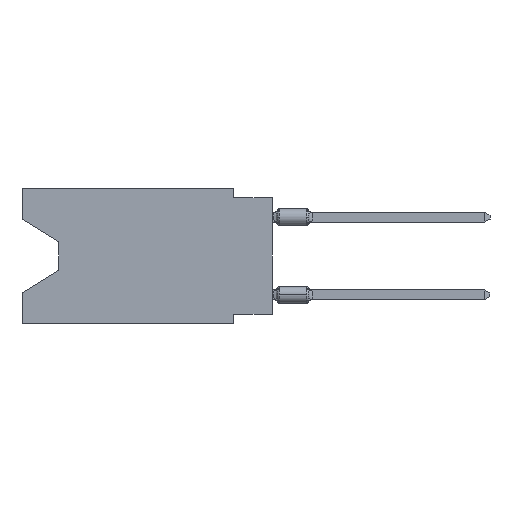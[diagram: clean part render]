
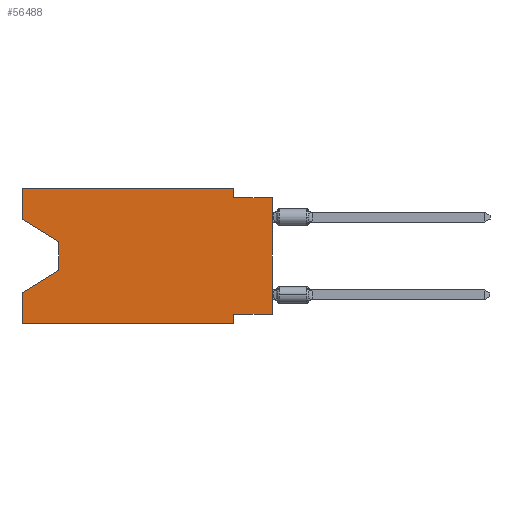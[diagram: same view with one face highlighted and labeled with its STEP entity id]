
A CAD part, left-side view. The second image highlights one B-rep face of the part: STEP entity #56488.
In plain terms, the highlighted planar face has unit normal (-1, 0, 0).
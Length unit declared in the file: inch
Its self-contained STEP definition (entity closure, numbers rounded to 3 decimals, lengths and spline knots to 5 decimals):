
#203 = CARTESIAN_POINT ( 'NONE',  ( 0., 0., -0.025 ) ) ;
#440 = ORIENTED_EDGE ( 'NONE', *, *, #31282, .F. ) ;
#538 = AXIS2_PLACEMENT_3D ( 'NONE', #33914, #25381, #25689 ) ;
#856 = VERTEX_POINT ( 'NONE', #12631 ) ;
#1024 = VECTOR ( 'NONE', #23150, 39.37008 ) ;
#1171 = VECTOR ( 'NONE', #48232, 39.37008 ) ;
#1468 = CARTESIAN_POINT ( 'NONE',  ( 0., 0.1, -0.35 ) ) ;
#1519 = LINE ( 'NONE', #13790, #48686 ) ;
#3118 = CARTESIAN_POINT ( 'NONE',  ( 0., 0.645, 0. ) ) ;
#4320 = VERTEX_POINT ( 'NONE', #16039 ) ;
#4554 = CARTESIAN_POINT ( 'NONE',  ( 0., 0.1, 0. ) ) ;
#5138 = VERTEX_POINT ( 'NONE', #49477 ) ;
#5282 = CARTESIAN_POINT ( 'NONE',  ( 0., 0.645, -0.08025 ) ) ;
#5990 = VECTOR ( 'NONE', #43437, 39.37008 ) ;
#6441 = CARTESIAN_POINT ( 'NONE',  ( 0., 0.645, -0.26975 ) ) ;
#7773 = CARTESIAN_POINT ( 'NONE',  ( 0., 0.645, -0.08025 ) ) ;
#7976 = VECTOR ( 'NONE', #21324, 39.37008 ) ;
#12472 = LINE ( 'NONE', #3118, #44336 ) ;
#12631 = CARTESIAN_POINT ( 'NONE',  ( 0., 0., -0.025 ) ) ;
#13085 = ORIENTED_EDGE ( 'NONE', *, *, #26253, .F. ) ;
#13790 = CARTESIAN_POINT ( 'NONE',  ( 0., 0., 0. ) ) ;
#14053 = EDGE_CURVE ( 'NONE', #4320, #856, #40006, .T. ) ;
#15215 = ORIENTED_EDGE ( 'NONE', *, *, #47195, .F. ) ;
#15614 = VERTEX_POINT ( 'NONE', #19284 ) ;
#15627 = DIRECTION ( 'NONE',  ( 0., 0.855, -0.519 ) ) ;
#16018 = FACE_OUTER_BOUND ( 'NONE', #46342, .T. ) ;
#16039 = CARTESIAN_POINT ( 'NONE',  ( 0., 0.1, -0.025 ) ) ;
#16498 = ORIENTED_EDGE ( 'NONE', *, *, #23767, .T. ) ;
#16550 = ORIENTED_EDGE ( 'NONE', *, *, #25290, .T. ) ;
#18034 = ORIENTED_EDGE ( 'NONE', *, *, #50734, .F. ) ;
#18753 = DIRECTION ( 'NONE',  ( 0., -1., 0. ) ) ;
#19284 = CARTESIAN_POINT ( 'NONE',  ( 0., 0.645, -0.35 ) ) ;
#20705 = VERTEX_POINT ( 'NONE', #28661 ) ;
#21324 = DIRECTION ( 'NONE',  ( 0., 0., 1. ) ) ;
#22464 = CARTESIAN_POINT ( 'NONE',  ( 0., 0., -0.325 ) ) ;
#23150 = DIRECTION ( 'NONE',  ( 0., -0.855, -0.519 ) ) ;
#23164 = LINE ( 'NONE', #41020, #39185 ) ;
#23754 = LINE ( 'NONE', #5282, #1024 ) ;
#23767 = EDGE_CURVE ( 'NONE', #50722, #33847, #55756, .T. ) ;
#24202 = VERTEX_POINT ( 'NONE', #51108 ) ;
#25290 = EDGE_CURVE ( 'NONE', #24202, #50722, #48559, .T. ) ;
#25381 = DIRECTION ( 'NONE',  ( 1., 0., 0. ) ) ;
#25689 = DIRECTION ( 'NONE',  ( 0., 0., -1. ) ) ;
#26253 = EDGE_CURVE ( 'NONE', #51896, #41846, #12472, .T. ) ;
#28154 = DIRECTION ( 'NONE',  ( 0., 0., 1. ) ) ;
#28661 = CARTESIAN_POINT ( 'NONE',  ( 0., 0.1, -0.35 ) ) ;
#29830 = ORIENTED_EDGE ( 'NONE', *, *, #39969, .F. ) ;
#30112 = ORIENTED_EDGE ( 'NONE', *, *, #36276, .F. ) ;
#31282 = EDGE_CURVE ( 'NONE', #51250, #5138, #53523, .T. ) ;
#31457 = CARTESIAN_POINT ( 'NONE',  ( 0., 0., -0.325 ) ) ;
#32496 = ORIENTED_EDGE ( 'NONE', *, *, #34889, .T. ) ;
#32952 = CARTESIAN_POINT ( 'NONE',  ( 0., 0.55, -0.212 ) ) ;
#33847 = VERTEX_POINT ( 'NONE', #6441 ) ;
#33914 = CARTESIAN_POINT ( 'NONE',  ( 0., 0.645, 0. ) ) ;
#34201 = PLANE ( 'NONE',  #538 ) ;
#34462 = CARTESIAN_POINT ( 'NONE',  ( 0., 0.55, -0.212 ) ) ;
#34889 = EDGE_CURVE ( 'NONE', #15614, #20705, #23164, .T. ) ;
#34939 = CARTESIAN_POINT ( 'NONE',  ( 0., 0.1, 0. ) ) ;
#36276 = EDGE_CURVE ( 'NONE', #5138, #20705, #41593, .T. ) ;
#38225 = ORIENTED_EDGE ( 'NONE', *, *, #50050, .T. ) ;
#39125 = LINE ( 'NONE', #39426, #1171 ) ;
#39185 = VECTOR ( 'NONE', #18753, 39.37008 ) ;
#39426 = CARTESIAN_POINT ( 'NONE',  ( 0., 0.645, 0. ) ) ;
#39969 = EDGE_CURVE ( 'NONE', #41846, #4320, #57158, .T. ) ;
#40006 = LINE ( 'NONE', #203, #46664 ) ;
#40678 = CARTESIAN_POINT ( 'NONE',  ( 0., 0.55, -0.138 ) ) ;
#41020 = CARTESIAN_POINT ( 'NONE',  ( 0., 0.645, -0.35 ) ) ;
#41201 = VECTOR ( 'NONE', #57617, 39.37008 ) ;
#41593 = LINE ( 'NONE', #1468, #56169 ) ;
#41846 = VERTEX_POINT ( 'NONE', #4554 ) ;
#42466 = EDGE_CURVE ( 'NONE', #51250, #856, #1519, .T. ) ;
#43437 = DIRECTION ( 'NONE',  ( 0., 0., -1. ) ) ;
#43596 = VERTEX_POINT ( 'NONE', #7773 ) ;
#44336 = VECTOR ( 'NONE', #52280, 39.37008 ) ;
#45366 = DIRECTION ( 'NONE',  ( 0., 0., -1. ) ) ;
#46132 = VECTOR ( 'NONE', #45366, 39.37008 ) ;
#46342 = EDGE_LOOP ( 'NONE', ( #38225, #16550, #16498, #18034, #32496, #30112, #440, #54956, #49647, #29830, #13085, #15215 ) ) ;
#46664 = VECTOR ( 'NONE', #48810, 39.37008 ) ;
#46811 = DIRECTION ( 'NONE',  ( 0., 0., -1. ) ) ;
#47195 = EDGE_CURVE ( 'NONE', #43596, #51896, #47427, .T. ) ;
#47427 = LINE ( 'NONE', #48035, #7976 ) ;
#48035 = CARTESIAN_POINT ( 'NONE',  ( 0., 0.645, 0. ) ) ;
#48232 = DIRECTION ( 'NONE',  ( 0., 0., 1. ) ) ;
#48559 = LINE ( 'NONE', #40678, #46132 ) ;
#48686 = VECTOR ( 'NONE', #28154, 39.37008 ) ;
#48807 = VECTOR ( 'NONE', #15627, 39.37008 ) ;
#48810 = DIRECTION ( 'NONE',  ( 0., -1., 0. ) ) ;
#49477 = CARTESIAN_POINT ( 'NONE',  ( 0., 0.1, -0.325 ) ) ;
#49647 = ORIENTED_EDGE ( 'NONE', *, *, #14053, .F. ) ;
#50050 = EDGE_CURVE ( 'NONE', #43596, #24202, #23754, .T. ) ;
#50722 = VERTEX_POINT ( 'NONE', #34462 ) ;
#50734 = EDGE_CURVE ( 'NONE', #15614, #33847, #39125, .T. ) ;
#51108 = CARTESIAN_POINT ( 'NONE',  ( 0., 0.55, -0.138 ) ) ;
#51250 = VERTEX_POINT ( 'NONE', #31457 ) ;
#51896 = VERTEX_POINT ( 'NONE', #51976 ) ;
#51976 = CARTESIAN_POINT ( 'NONE',  ( 0., 0.645, 0. ) ) ;
#52280 = DIRECTION ( 'NONE',  ( 0., -1., 0. ) ) ;
#53523 = LINE ( 'NONE', #22464, #41201 ) ;
#54956 = ORIENTED_EDGE ( 'NONE', *, *, #42466, .T. ) ;
#55756 = LINE ( 'NONE', #32952, #48807 ) ;
#56169 = VECTOR ( 'NONE', #46811, 39.37008 ) ;
#56488 = ADVANCED_FACE ( 'NONE', ( #16018 ), #34201, .F. ) ;
#57158 = LINE ( 'NONE', #34939, #5990 ) ;
#57617 = DIRECTION ( 'NONE',  ( 0., 1., 0. ) ) ;
